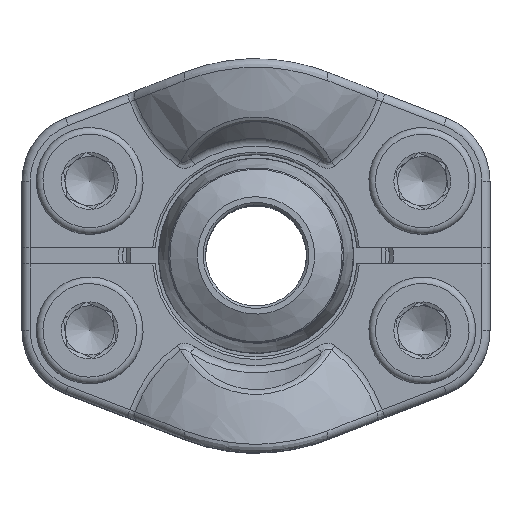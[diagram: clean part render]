
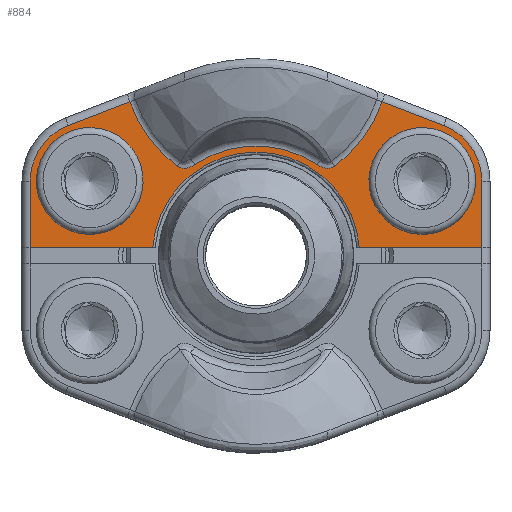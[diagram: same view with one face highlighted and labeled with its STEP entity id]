
A CAD part, top view. The second image highlights one B-rep face of the part: STEP entity #884.
In plain terms, the highlighted planar face has unit normal (0, 0, 1).
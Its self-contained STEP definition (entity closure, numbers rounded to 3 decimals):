
#579=B_SPLINE_CURVE_WITH_KNOTS('',3,(#5063,#5064,#5065,#5066,#5067,#5068,
#5069,#5070,#5071,#5072,#5073,#5074,#5075),.UNSPECIFIED.,.F.,.F.,(4,3,3,
3,4),(0.,0.281,0.567,0.783,1.),
 .UNSPECIFIED.);
#580=B_SPLINE_CURVE_WITH_KNOTS('',3,(#5079,#5080,#5081,#5082,#5083,#5084,
#5085,#5086,#5087,#5088,#5089,#5090,#5091),.UNSPECIFIED.,.F.,.F.,(4,3,3,
3,4),(0.,0.438,0.672,0.909,1.),
 .UNSPECIFIED.);
#651=FACE_BOUND('',#1300,.T.);
#652=FACE_BOUND('',#1301,.T.);
#653=FACE_BOUND('',#1302,.T.);
#834=PLANE('',#3550);
#884=ADVANCED_FACE('',(#651,#652,#653),#834,.F.);
#1300=EDGE_LOOP('',(#1867));
#1301=EDGE_LOOP('',(#1868));
#1302=EDGE_LOOP('',(#1869,#1870,#1871,#1872,#1873,#1874,#1875,#1876,#1877,
#1878,#1879,#1880,#1881,#1882));
#1616=CIRCLE('',#3542,5.1);
#1617=CIRCLE('',#3543,5.1);
#1618=CIRCLE('',#3544,7.25);
#1619=CIRCLE('',#3545,16.225);
#1620=CIRCLE('',#3546,13.37);
#1621=CIRCLE('',#3547,16.225);
#1622=CIRCLE('',#3548,7.25);
#1623=CIRCLE('',#3549,12.625);
#1867=ORIENTED_EDGE('',*,*,#2953,.T.);
#1868=ORIENTED_EDGE('',*,*,#2954,.T.);
#1869=ORIENTED_EDGE('',*,*,#2955,.F.);
#1870=ORIENTED_EDGE('',*,*,#2956,.T.);
#1871=ORIENTED_EDGE('',*,*,#2957,.T.);
#1872=ORIENTED_EDGE('',*,*,#2958,.T.);
#1873=ORIENTED_EDGE('',*,*,#2959,.T.);
#1874=ORIENTED_EDGE('',*,*,#2960,.F.);
#1875=ORIENTED_EDGE('',*,*,#2961,.T.);
#1876=ORIENTED_EDGE('',*,*,#2962,.T.);
#1877=ORIENTED_EDGE('',*,*,#2963,.T.);
#1878=ORIENTED_EDGE('',*,*,#2964,.T.);
#1879=ORIENTED_EDGE('',*,*,#2965,.T.);
#1880=ORIENTED_EDGE('',*,*,#2966,.T.);
#1881=ORIENTED_EDGE('',*,*,#2967,.F.);
#1882=ORIENTED_EDGE('',*,*,#2968,.T.);
#2681=VERTEX_POINT('',#5049);
#2682=VERTEX_POINT('',#5051);
#2683=VERTEX_POINT('',#5053);
#2684=VERTEX_POINT('',#5054);
#2685=VERTEX_POINT('',#5056);
#2686=VERTEX_POINT('',#5058);
#2687=VERTEX_POINT('',#5060);
#2688=VERTEX_POINT('',#5062);
#2689=VERTEX_POINT('',#5076);
#2690=VERTEX_POINT('',#5078);
#2691=VERTEX_POINT('',#5092);
#2692=VERTEX_POINT('',#5094);
#2693=VERTEX_POINT('',#5096);
#2694=VERTEX_POINT('',#5098);
#2695=VERTEX_POINT('',#5100);
#2696=VERTEX_POINT('',#5102);
#2953=EDGE_CURVE('',#2681,#2681,#1616,.T.);
#2954=EDGE_CURVE('',#2682,#2682,#1617,.T.);
#2955=EDGE_CURVE('',#2683,#2684,#3358,.T.);
#2956=EDGE_CURVE('',#2683,#2685,#3359,.T.);
#2957=EDGE_CURVE('',#2685,#2686,#1618,.T.);
#2958=EDGE_CURVE('',#2686,#2687,#3360,.T.);
#2959=EDGE_CURVE('',#2687,#2688,#1619,.T.);
#2960=EDGE_CURVE('',#2689,#2688,#579,.T.);
#2961=EDGE_CURVE('',#2689,#2690,#1620,.T.);
#2962=EDGE_CURVE('',#2690,#2691,#580,.T.);
#2963=EDGE_CURVE('',#2691,#2692,#1621,.T.);
#2964=EDGE_CURVE('',#2692,#2693,#3361,.T.);
#2965=EDGE_CURVE('',#2693,#2694,#1622,.T.);
#2966=EDGE_CURVE('',#2694,#2695,#3362,.T.);
#2967=EDGE_CURVE('',#2696,#2695,#3363,.T.);
#2968=EDGE_CURVE('',#2696,#2684,#1623,.T.);
#3358=LINE('',#5052,#3452);
#3359=LINE('',#5055,#3453);
#3360=LINE('',#5059,#3454);
#3361=LINE('',#5095,#3455);
#3362=LINE('',#5099,#3456);
#3363=LINE('',#5101,#3457);
#3452=VECTOR('',#4025,1.);
#3453=VECTOR('',#4026,1.);
#3454=VECTOR('',#4029,1.);
#3455=VECTOR('',#4036,1.);
#3456=VECTOR('',#4039,1.);
#3457=VECTOR('',#4040,1.);
#3542=AXIS2_PLACEMENT_3D('',#5048,#4021,#4022);
#3543=AXIS2_PLACEMENT_3D('',#5050,#4023,#4024);
#3544=AXIS2_PLACEMENT_3D('',#5057,#4027,#4028);
#3545=AXIS2_PLACEMENT_3D('',#5061,#4030,#4031);
#3546=AXIS2_PLACEMENT_3D('',#5077,#4032,#4033);
#3547=AXIS2_PLACEMENT_3D('',#5093,#4034,#4035);
#3548=AXIS2_PLACEMENT_3D('',#5097,#4037,#4038);
#3549=AXIS2_PLACEMENT_3D('',#5103,#4041,#4042);
#3550=AXIS2_PLACEMENT_3D('',#5104,#4043,#4044);
#4021=DIRECTION('',(0.,0.,-1.));
#4022=DIRECTION('',(-1.,0.,0.));
#4023=DIRECTION('',(0.,0.,-1.));
#4024=DIRECTION('',(-1.,0.,0.));
#4025=DIRECTION('',(1.,0.,0.));
#4026=DIRECTION('',(0.,-1.,0.));
#4027=DIRECTION('',(0.,0.,1.));
#4028=DIRECTION('',(-1.,0.,0.));
#4029=DIRECTION('',(0.934,-0.358,0.));
#4030=DIRECTION('',(0.,0.,-1.));
#4031=DIRECTION('',(-1.,0.,0.));
#4032=DIRECTION('',(0.,0.,1.));
#4033=DIRECTION('',(-1.,0.,0.));
#4034=DIRECTION('',(0.,0.,-1.));
#4035=DIRECTION('',(-1.,0.,0.));
#4036=DIRECTION('',(0.934,0.358,0.));
#4037=DIRECTION('',(0.,0.,1.));
#4038=DIRECTION('',(-1.,0.,0.));
#4039=DIRECTION('',(0.,1.,0.));
#4040=DIRECTION('',(1.,0.,0.));
#4041=DIRECTION('',(0.,0.,-1.));
#4042=DIRECTION('',(-1.,0.,0.));
#4043=DIRECTION('',(0.,0.,-1.));
#4044=DIRECTION('',(-1.,0.,0.));
#5048=CARTESIAN_POINT('',(20.25,-9.1,16.));
#5049=CARTESIAN_POINT('',(15.15,-9.1,16.));
#5050=CARTESIAN_POINT('',(-20.25,-9.1,16.));
#5051=CARTESIAN_POINT('',(-25.35,-9.1,16.));
#5052=CARTESIAN_POINT('',(20.25,-1.,16.));
#5053=CARTESIAN_POINT('',(-27.5,-1.,16.));
#5054=CARTESIAN_POINT('',(-12.585,-1.,16.));
#5055=CARTESIAN_POINT('',(-27.5,-9.1,16.));
#5056=CARTESIAN_POINT('',(-27.5,-9.1,16.));
#5057=CARTESIAN_POINT('',(-20.25,-9.1,16.));
#5058=CARTESIAN_POINT('',(-22.847,-15.869,16.));
#5059=CARTESIAN_POINT('',(-14.907,-18.915,16.));
#5060=CARTESIAN_POINT('',(-15.35,-18.745,16.));
#5061=CARTESIAN_POINT('',(0.,-24.,16.));
#5062=CARTESIAN_POINT('',(-9.597,-10.918,16.));
#5063=CARTESIAN_POINT('',(-7.461,-11.095,16.));
#5064=CARTESIAN_POINT('',(-7.638,-10.975,16.));
#5065=CARTESIAN_POINT('',(-7.828,-10.871,16.));
#5066=CARTESIAN_POINT('',(-8.027,-10.793,16.));
#5067=CARTESIAN_POINT('',(-8.23,-10.713,16.));
#5068=CARTESIAN_POINT('',(-8.446,-10.66,16.));
#5069=CARTESIAN_POINT('',(-8.664,-10.649,16.));
#5070=CARTESIAN_POINT('',(-8.828,-10.641,16.));
#5071=CARTESIAN_POINT('',(-8.995,-10.657,16.));
#5072=CARTESIAN_POINT('',(-9.153,-10.702,16.));
#5073=CARTESIAN_POINT('',(-9.312,-10.746,16.));
#5074=CARTESIAN_POINT('',(-9.465,-10.821,16.));
#5075=CARTESIAN_POINT('',(-9.597,-10.918,16.));
#5076=CARTESIAN_POINT('',(-7.461,-11.095,16.));
#5077=CARTESIAN_POINT('',(0.,0.,16.));
#5078=CARTESIAN_POINT('',(7.461,-11.095,16.));
#5079=CARTESIAN_POINT('',(7.461,-11.095,16.));
#5080=CARTESIAN_POINT('',(7.735,-10.91,16.));
#5081=CARTESIAN_POINT('',(8.042,-10.759,16.));
#5082=CARTESIAN_POINT('',(8.365,-10.689,16.));
#5083=CARTESIAN_POINT('',(8.54,-10.651,16.));
#5084=CARTESIAN_POINT('',(8.723,-10.637,16.));
#5085=CARTESIAN_POINT('',(8.901,-10.655,16.));
#5086=CARTESIAN_POINT('',(9.08,-10.672,16.));
#5087=CARTESIAN_POINT('',(9.26,-10.724,16.));
#5088=CARTESIAN_POINT('',(9.419,-10.807,16.));
#5089=CARTESIAN_POINT('',(9.481,-10.839,16.));
#5090=CARTESIAN_POINT('',(9.541,-10.877,16.));
#5091=CARTESIAN_POINT('',(9.597,-10.918,16.));
#5092=CARTESIAN_POINT('',(9.597,-10.918,16.));
#5093=CARTESIAN_POINT('',(0.,-24.,16.));
#5094=CARTESIAN_POINT('',(15.35,-18.745,16.));
#5095=CARTESIAN_POINT('',(22.847,-15.869,16.));
#5096=CARTESIAN_POINT('',(22.847,-15.869,16.));
#5097=CARTESIAN_POINT('',(20.25,-9.1,16.));
#5098=CARTESIAN_POINT('',(27.5,-9.1,16.));
#5099=CARTESIAN_POINT('',(27.5,9.1,16.));
#5100=CARTESIAN_POINT('',(27.5,-1.,16.));
#5101=CARTESIAN_POINT('',(20.25,-1.,16.));
#5102=CARTESIAN_POINT('',(12.585,-1.,16.));
#5103=CARTESIAN_POINT('',(0.,0.,16.));
#5104=CARTESIAN_POINT('',(20.25,-9.1,16.));
